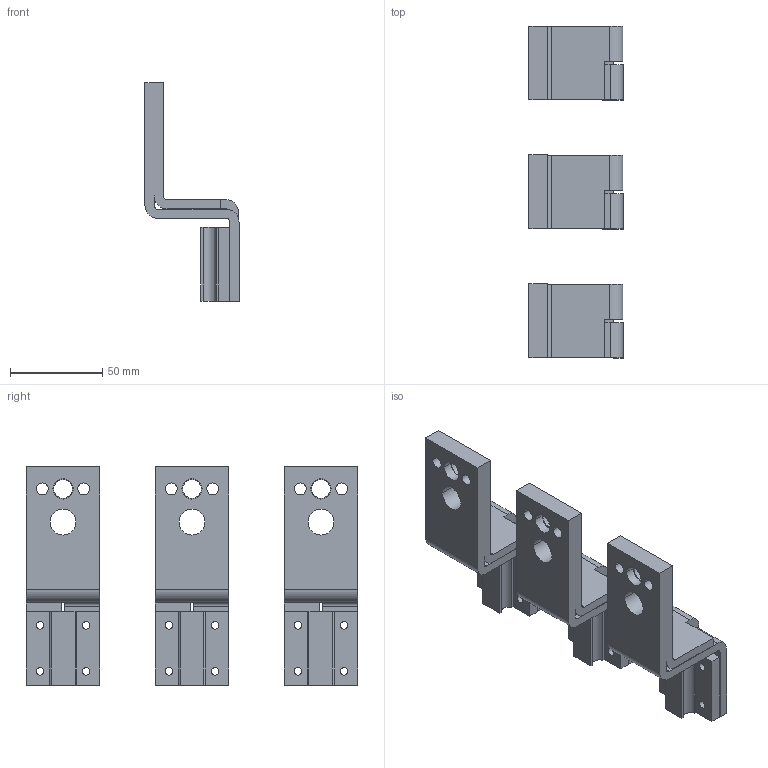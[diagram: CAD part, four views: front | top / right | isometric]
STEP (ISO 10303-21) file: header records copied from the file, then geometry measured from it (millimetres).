
FILE_DESCRIPTION((''),'2;1');
FILE_NAME('1SDH002065A1261_IGES','2019-06-06T',('ITSTCAR1'),(''),'CREO PARAMETRIC BY PTC INC, 2016050','CREO PARAMETRIC BY PTC INC, 2016050','');
FILE_SCHEMA(('AUTOMOTIVE_DESIGN { 1 0 10303 214 1 1 1 1 }'));
Length unit declared in the file: millimetre
Products named in the file (1): 1SDH002065A1261_IGES
Bounding box: 51.1 x 180 x 118.5 mm (x, y, z)
Volume: 185230.1 mm3; surface area: 74527.4 mm2
Topology: 3 solids, 15 shells, 417 faces, 1041 edges, 645 vertices
Faces by surface type: cylinder 216, plane 105, cone 96
Entity records: 16159 total; most frequent: DIRECTION 2355, CARTESIAN_POINT 2105, ORIENTED_EDGE 2082, EDGE_CURVE 1041, AXIS2_PLACEMENT_3D 897, VERTEX_POINT 645, VECTOR 561, LINE 561
